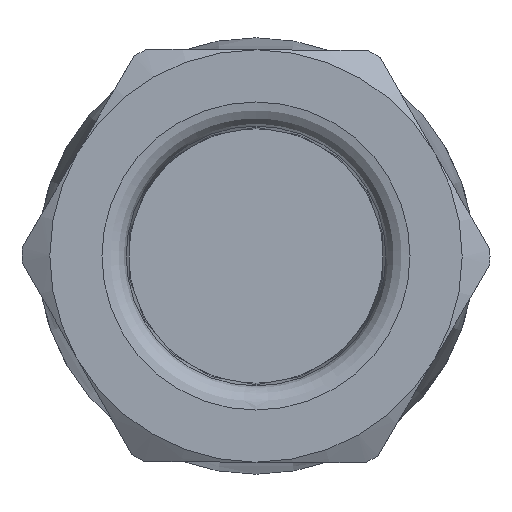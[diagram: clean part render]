
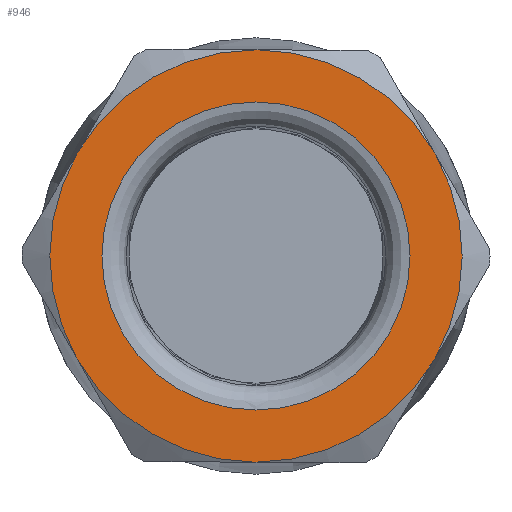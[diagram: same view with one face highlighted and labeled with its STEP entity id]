
A CAD part, left-side view. The second image highlights one B-rep face of the part: STEP entity #946.
In plain terms, the highlighted planar face has unit normal (-1, 0, 0).
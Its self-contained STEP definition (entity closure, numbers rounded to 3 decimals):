
#946=ADVANCED_FACE('',(#1285,#1286),#1004,.T.);
#1004=PLANE('',#3083);
#1062=B_SPLINE_CURVE_WITH_KNOTS('',3,(#5743,#5744,#5745,#5746),
 .UNSPECIFIED.,.F.,.F.,(4,4),(0.,1.),.UNSPECIFIED.);
#1067=B_SPLINE_CURVE_WITH_KNOTS('',3,(#5808,#5809,#5810,#5811),
 .UNSPECIFIED.,.F.,.F.,(4,4),(0.,1.),.UNSPECIFIED.);
#1072=B_SPLINE_CURVE_WITH_KNOTS('',3,(#5849,#5850,#5851,#5852),
 .UNSPECIFIED.,.F.,.F.,(4,4),(0.,1.),.UNSPECIFIED.);
#1078=B_SPLINE_CURVE_WITH_KNOTS('',3,(#5919,#5920,#5921,#5922),
 .UNSPECIFIED.,.F.,.F.,(4,4),(0.,1.),.UNSPECIFIED.);
#1080=B_SPLINE_CURVE_WITH_KNOTS('',3,(#5950,#5951,#5952,#5953),
 .UNSPECIFIED.,.F.,.F.,(4,4),(0.,1.),.UNSPECIFIED.);
#1082=B_SPLINE_CURVE_WITH_KNOTS('',3,(#5979,#5980,#5981,#5982),
 .UNSPECIFIED.,.F.,.F.,(4,4),(0.,1.),.UNSPECIFIED.);
#1285=FACE_BOUND('',#1543,.T.);
#1286=FACE_BOUND('',#1544,.T.);
#1543=EDGE_LOOP('',(#2079));
#1544=EDGE_LOOP('',(#2080,#2081,#2082,#2083,#2084,#2085,#2086,#2087,#2088,
#2089,#2090,#2091));
#2079=ORIENTED_EDGE('',*,*,#2589,.T.);
#2080=ORIENTED_EDGE('',*,*,#2640,.T.);
#2081=ORIENTED_EDGE('',*,*,#2638,.F.);
#2082=ORIENTED_EDGE('',*,*,#2592,.T.);
#2083=ORIENTED_EDGE('',*,*,#2606,.F.);
#2084=ORIENTED_EDGE('',*,*,#2607,.T.);
#2085=ORIENTED_EDGE('',*,*,#2616,.F.);
#2086=ORIENTED_EDGE('',*,*,#2641,.T.);
#2087=ORIENTED_EDGE('',*,*,#2642,.F.);
#2088=ORIENTED_EDGE('',*,*,#2643,.T.);
#2089=ORIENTED_EDGE('',*,*,#2622,.F.);
#2090=ORIENTED_EDGE('',*,*,#2624,.T.);
#2091=ORIENTED_EDGE('',*,*,#2633,.F.);
#2325=VERTEX_POINT('',#5626);
#2328=VERTEX_POINT('',#5668);
#2329=VERTEX_POINT('',#5669);
#2338=VERTEX_POINT('',#5742);
#2339=VERTEX_POINT('',#5749);
#2344=VERTEX_POINT('',#5807);
#2347=VERTEX_POINT('',#5848);
#2348=VERTEX_POINT('',#5853);
#2349=VERTEX_POINT('',#5860);
#2354=VERTEX_POINT('',#5918);
#2357=VERTEX_POINT('',#5954);
#2358=VERTEX_POINT('',#5978);
#2359=VERTEX_POINT('',#5983);
#2589=EDGE_CURVE('',#2325,#2325,#2787,.T.);
#2592=EDGE_CURVE('',#2328,#2329,#2790,.T.);
#2606=EDGE_CURVE('',#2338,#2329,#1062,.T.);
#2607=EDGE_CURVE('',#2338,#2339,#2795,.T.);
#2616=EDGE_CURVE('',#2344,#2339,#1067,.T.);
#2622=EDGE_CURVE('',#2347,#2348,#1072,.T.);
#2624=EDGE_CURVE('',#2347,#2349,#2798,.T.);
#2633=EDGE_CURVE('',#2354,#2349,#1078,.T.);
#2638=EDGE_CURVE('',#2328,#2357,#1080,.T.);
#2640=EDGE_CURVE('',#2354,#2357,#2803,.T.);
#2641=EDGE_CURVE('',#2344,#2358,#2804,.T.);
#2642=EDGE_CURVE('',#2359,#2358,#1082,.T.);
#2643=EDGE_CURVE('',#2359,#2348,#2805,.T.);
#2787=CIRCLE('',#3054,6.354);
#2790=CIRCLE('',#3058,8.502);
#2795=CIRCLE('',#3065,8.502);
#2798=CIRCLE('',#3071,8.502);
#2803=CIRCLE('',#3080,8.502);
#2804=CIRCLE('',#3081,8.502);
#2805=CIRCLE('',#3082,8.502);
#3054=AXIS2_PLACEMENT_3D('',#5625,#3629,#3630);
#3058=AXIS2_PLACEMENT_3D('',#5667,#3637,#3638);
#3065=AXIS2_PLACEMENT_3D('',#5748,#3654,#3655);
#3071=AXIS2_PLACEMENT_3D('',#5859,#3669,#3670);
#3080=AXIS2_PLACEMENT_3D('',#5960,#3690,#3691);
#3081=AXIS2_PLACEMENT_3D('',#5977,#3692,#3693);
#3082=AXIS2_PLACEMENT_3D('',#5984,#3694,#3695);
#3083=AXIS2_PLACEMENT_3D('',#5985,#3696,#3697);
#3629=DIRECTION('',(1.,0.,0.));
#3630=DIRECTION('',(0.,0.,-1.));
#3637=DIRECTION('',(-1.,0.,0.));
#3638=DIRECTION('',(0.,-0.866,-0.5));
#3654=DIRECTION('',(-1.,0.,0.));
#3655=DIRECTION('',(0.,-0.866,0.5));
#3669=DIRECTION('',(-1.,0.,0.));
#3670=DIRECTION('',(0.,0.866,-0.5));
#3690=DIRECTION('',(-1.,0.,0.));
#3691=DIRECTION('',(0.,0.,-1.));
#3692=DIRECTION('',(-1.,0.,0.));
#3693=DIRECTION('',(0.,0.,1.));
#3694=DIRECTION('',(-1.,0.,0.));
#3695=DIRECTION('',(0.,0.866,0.5));
#3696=DIRECTION('',(-1.,0.,0.));
#3697=DIRECTION('',(0.,-1.,0.));
#5625=CARTESIAN_POINT('',(-29.8,0.,0.));
#5626=CARTESIAN_POINT('',(-29.8,0.,-6.354));
#5667=CARTESIAN_POINT('',(-29.8,0.,0.));
#5668=CARTESIAN_POINT('',(-29.8,-7.363,-4.251));
#5669=CARTESIAN_POINT('',(-29.8,-7.404,4.179));
#5742=CARTESIAN_POINT('',(-29.8,-7.363,4.251));
#5743=CARTESIAN_POINT('',(-29.8,-7.363,4.251));
#5744=CARTESIAN_POINT('',(-29.8,-7.377,4.227));
#5745=CARTESIAN_POINT('',(-29.8,-7.391,4.203));
#5746=CARTESIAN_POINT('',(-29.8,-7.404,4.179));
#5748=CARTESIAN_POINT('',(-29.8,0.,0.));
#5749=CARTESIAN_POINT('',(-29.8,-0.083,8.502));
#5807=CARTESIAN_POINT('',(-29.8,0.,8.502));
#5808=CARTESIAN_POINT('',(-29.8,0.,8.502));
#5809=CARTESIAN_POINT('',(-29.8,-0.028,8.502));
#5810=CARTESIAN_POINT('',(-29.8,-0.055,8.502));
#5811=CARTESIAN_POINT('',(-29.8,-0.083,8.502));
#5848=CARTESIAN_POINT('',(-29.8,7.363,-4.251));
#5849=CARTESIAN_POINT('',(-29.8,7.363,-4.251));
#5850=CARTESIAN_POINT('',(-29.8,7.377,-4.227));
#5851=CARTESIAN_POINT('',(-29.8,7.391,-4.203));
#5852=CARTESIAN_POINT('',(-29.8,7.404,-4.179));
#5853=CARTESIAN_POINT('',(-29.8,7.404,-4.179));
#5859=CARTESIAN_POINT('',(-29.8,0.,0.));
#5860=CARTESIAN_POINT('',(-29.8,0.083,-8.502));
#5918=CARTESIAN_POINT('',(-29.8,0.,-8.502));
#5919=CARTESIAN_POINT('',(-29.8,0.,-8.502));
#5920=CARTESIAN_POINT('',(-29.8,0.028,-8.502));
#5921=CARTESIAN_POINT('',(-29.8,0.055,-8.502));
#5922=CARTESIAN_POINT('',(-29.8,0.083,-8.502));
#5950=CARTESIAN_POINT('',(-29.8,-7.363,-4.251));
#5951=CARTESIAN_POINT('',(-29.8,-7.349,-4.275));
#5952=CARTESIAN_POINT('',(-29.8,-7.335,-4.299));
#5953=CARTESIAN_POINT('',(-29.8,-7.322,-4.322));
#5954=CARTESIAN_POINT('',(-29.8,-7.322,-4.322));
#5960=CARTESIAN_POINT('',(-29.8,0.,0.));
#5977=CARTESIAN_POINT('',(-29.8,0.,0.));
#5978=CARTESIAN_POINT('',(-29.8,7.322,4.322));
#5979=CARTESIAN_POINT('',(-29.8,7.363,4.251));
#5980=CARTESIAN_POINT('',(-29.8,7.349,4.275));
#5981=CARTESIAN_POINT('',(-29.8,7.335,4.299));
#5982=CARTESIAN_POINT('',(-29.8,7.322,4.322));
#5983=CARTESIAN_POINT('',(-29.8,7.363,4.251));
#5984=CARTESIAN_POINT('',(-29.8,0.,0.));
#5985=CARTESIAN_POINT('',(-29.8,10.799,-9.379));
